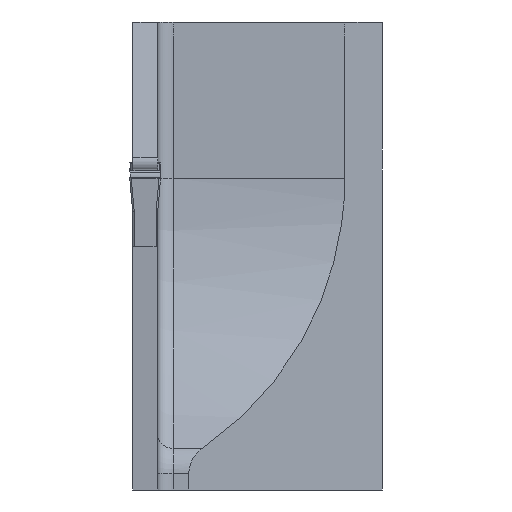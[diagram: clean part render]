
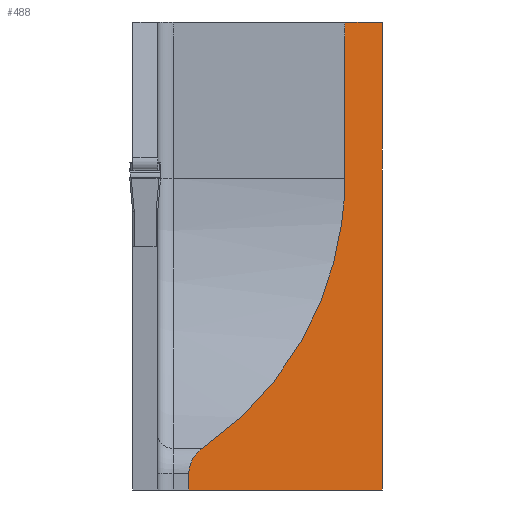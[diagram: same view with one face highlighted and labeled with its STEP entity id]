
A CAD part, left-side view. The second image highlights one B-rep face of the part: STEP entity #488.
In plain terms, the highlighted planar face has unit normal (-0.707, -0.707, 0).
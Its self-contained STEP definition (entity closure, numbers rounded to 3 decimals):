
#448=ELLIPSE('',#1479,2.828,2.);
#449=ELLIPSE('',#1484,29.698,21.);
#488=ADVANCED_FACE('',(#580),#537,.T.);
#537=PLANE('',#1498);
#580=FACE_OUTER_BOUND('',#635,.T.);
#635=EDGE_LOOP('',(#790,#791,#792,#793,#794,#795,#796));
#790=ORIENTED_EDGE('',*,*,#1124,.T.);
#791=ORIENTED_EDGE('',*,*,#1095,.F.);
#792=ORIENTED_EDGE('',*,*,#1139,.F.);
#793=ORIENTED_EDGE('',*,*,#1141,.F.);
#794=ORIENTED_EDGE('',*,*,#1134,.F.);
#795=ORIENTED_EDGE('',*,*,#1136,.F.);
#796=ORIENTED_EDGE('',*,*,#1088,.T.);
#989=VERTEX_POINT('',#1861);
#990=VERTEX_POINT('',#1863);
#996=VERTEX_POINT('',#1876);
#997=VERTEX_POINT('',#1878);
#1027=VERTEX_POINT('',#1948);
#1029=VERTEX_POINT('',#1952);
#1031=VERTEX_POINT('',#1961);
#1088=EDGE_CURVE('',#990,#989,#1238,.T.);
#1095=EDGE_CURVE('',#996,#997,#1243,.T.);
#1124=EDGE_CURVE('',#989,#997,#1267,.T.);
#1134=EDGE_CURVE('',#1029,#1027,#448,.T.);
#1136=EDGE_CURVE('',#990,#1029,#1276,.T.);
#1139=EDGE_CURVE('',#1031,#996,#1279,.T.);
#1141=EDGE_CURVE('',#1027,#1031,#449,.T.);
#1238=LINE('',#1862,#1353);
#1243=LINE('',#1877,#1358);
#1267=LINE('',#1933,#1382);
#1276=LINE('',#1956,#1391);
#1279=LINE('',#1962,#1394);
#1353=VECTOR('',#1561,1.);
#1358=VECTOR('',#1572,1.);
#1382=VECTOR('',#1612,1.);
#1391=VECTOR('',#1631,1.);
#1394=VECTOR('',#1636,1.);
#1479=AXIS2_PLACEMENT_3D('',#1953,#1626,#1627);
#1484=AXIS2_PLACEMENT_3D('',#1965,#1641,#1642);
#1498=AXIS2_PLACEMENT_3D('',#1984,#1674,#1675);
#1561=DIRECTION('',(0.707,-0.707,0.));
#1572=DIRECTION('',(0.707,-0.707,0.));
#1612=DIRECTION('',(0.,0.,1.));
#1626=DIRECTION('',(0.707,0.707,0.));
#1627=DIRECTION('',(-0.707,0.707,0.));
#1631=DIRECTION('',(0.,0.,1.));
#1636=DIRECTION('',(0.,0.,1.));
#1641=DIRECTION('',(-0.707,-0.707,0.));
#1642=DIRECTION('',(-0.707,0.707,0.));
#1674=DIRECTION('',(-0.707,-0.707,0.));
#1675=DIRECTION('',(-0.707,0.707,0.));
#1861=CARTESIAN_POINT('',(23.4,0.,-20.));
#1862=CARTESIAN_POINT('',(31.347,-7.947,-20.));
#1863=CARTESIAN_POINT('',(11.,12.4,-20.));
#1876=CARTESIAN_POINT('',(21.,2.4,10.));
#1877=CARTESIAN_POINT('',(3.7,19.7,10.));
#1878=CARTESIAN_POINT('',(23.4,0.,10.));
#1933=CARTESIAN_POINT('',(23.4,0.,210.054));
#1948=CARTESIAN_POINT('',(11.87,11.53,-17.324));
#1952=CARTESIAN_POINT('',(11.,12.4,-18.974));
#1953=CARTESIAN_POINT('',(13.,10.4,-18.974));
#1956=CARTESIAN_POINT('',(11.,12.4,210.054));
#1961=CARTESIAN_POINT('',(21.,2.4,0.));
#1962=CARTESIAN_POINT('',(21.,2.4,0.));
#1965=CARTESIAN_POINT('',(0.,23.4,0.));
#1984=CARTESIAN_POINT('',(11.,12.4,210.054));
